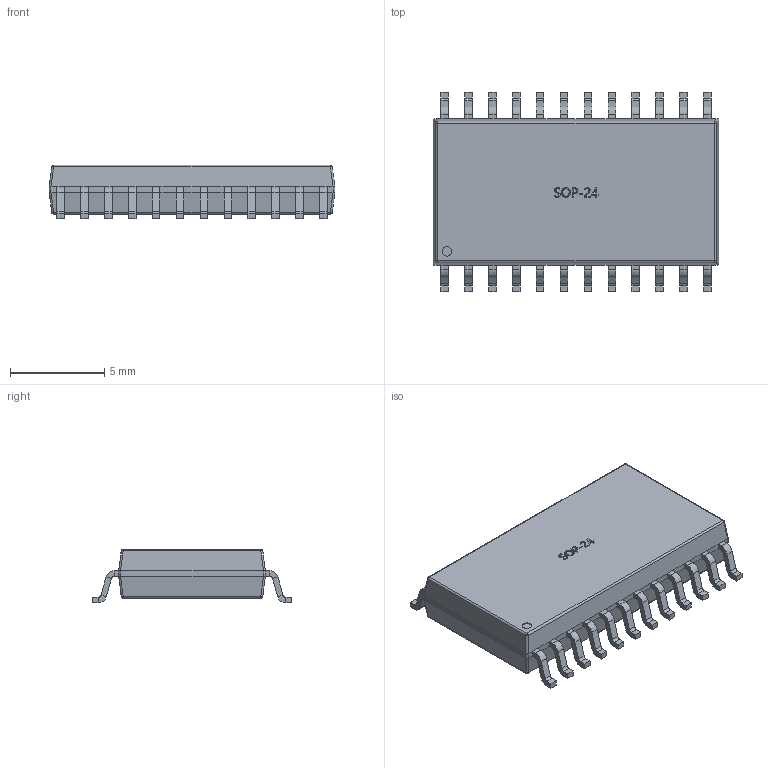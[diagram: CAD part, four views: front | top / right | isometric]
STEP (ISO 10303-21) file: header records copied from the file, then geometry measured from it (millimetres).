
FILE_DESCRIPTION(('FreeCAD Model'),'2;1');
FILE_NAME('Open CASCADE Shape Model','2025-10-29T01:05:32',(''),(''), 'Open CASCADE STEP processor 7.9','FreeCAD','Unknown');
FILE_SCHEMA(('AUTOMOTIVE_DESIGN { 1 0 10303 214 1 1 1 1 }'));
Length unit declared in the file: millimetre
Products named in the file (1): SOP-24_L15.2-W7.8-P1.27-LS10.6-BL~SOP-24_
L15.2-W7.8-H2.6-LS10.6-P1.27~qNcZ
Bounding box: 15.2 x 10.6 x 2.85 mm (x, y, z)
Volume: 306.9 mm3; surface area: 417.7 mm2
Topology: 1 solids, 1 shells, 706 faces, 1557 edges, 870 vertices
Faces by surface type: plane 532, cylinder 118, bspline 48, sphere 8
Entity records: 26200 total; most frequent: CARTESIAN_POINT 6246, ORIENTED_EDGE 3114, DIRECTION 2975, EDGE_CURVE 1557, LINE 1217, VECTOR 1217, AXIS2_PLACEMENT_3D 879, VERTEX_POINT 870
